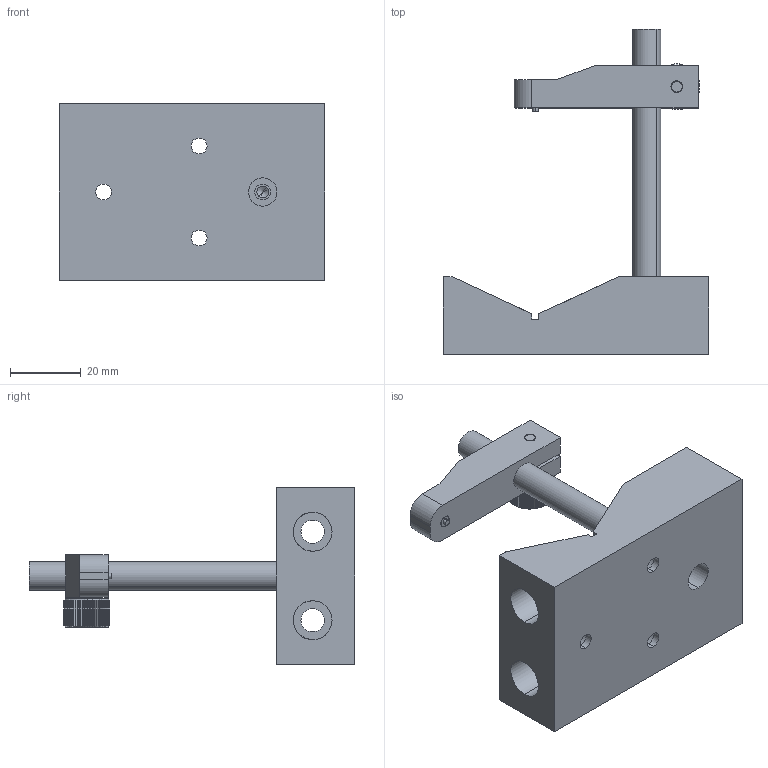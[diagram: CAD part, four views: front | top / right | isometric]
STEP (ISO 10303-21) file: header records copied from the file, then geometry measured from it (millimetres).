
FILE_DESCRIPTION (( 'STEP AP203' ), '1' );
FILE_NAME ('04VCH-1M.STEP', '2016-04-18T03:05:29', ( '' ), ( '' ), 'SwSTEP 2.0', 'SolidWorks 2016', '' );
FILE_SCHEMA (( 'CONFIG_CONTROL_DESIGN' ));
Length unit declared in the file: millimetre
Products named in the file (1): 04VCH-1M
Bounding box: 75 x 92 x 50 mm (x, y, z)
Volume: 66393.4 mm3; surface area: 23895.5 mm2
Topology: 8 solids, 8 shells, 411 faces, 1153 edges, 761 vertices
Faces by surface type: plane 169, cylinder 120, cone 120, torus 2
Entity records: 13818 total; most frequent: CARTESIAN_POINT 3312, ORIENTED_EDGE 2294, DIRECTION 2063, EDGE_CURVE 1147, VERTEX_POINT 761, AXIS2_PLACEMENT_3D 756, VECTOR 551, LINE 551
